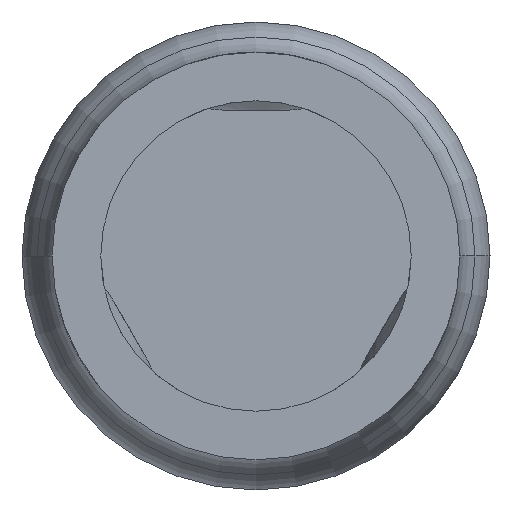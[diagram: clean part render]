
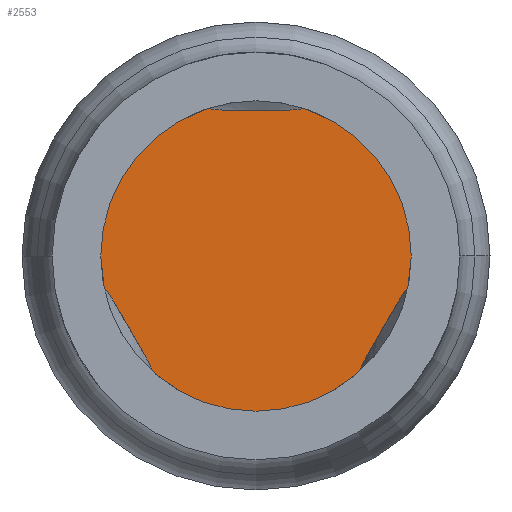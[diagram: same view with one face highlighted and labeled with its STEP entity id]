
A CAD part, front view. The second image highlights one B-rep face of the part: STEP entity #2553.
In plain terms, the highlighted planar face has unit normal (0, -1, 0).
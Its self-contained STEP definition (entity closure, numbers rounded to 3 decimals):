
#730 = DIRECTION ( 'NONE',  ( -1., 0., 0. ) ) ;
#1025 = EDGE_LOOP ( 'NONE', ( #2328, #3917 ) ) ;
#1162 = VERTEX_POINT ( 'NONE', #4529 ) ;
#1264 = PLANE ( 'NONE',  #4164 ) ;
#1479 = DIRECTION ( 'NONE',  ( 1., 0., 0. ) ) ;
#1624 = AXIS2_PLACEMENT_3D ( 'NONE', #4784, #4721, #2932 ) ;
#1724 = DIRECTION ( 'NONE',  ( 0., 1., 0. ) ) ;
#1892 = CARTESIAN_POINT ( 'NONE',  ( -0.338, -25.3, 0. ) ) ;
#2057 = EDGE_CURVE ( 'Defeature ausgef�hrt1_0+Defeature ausgef�hrt1_42+Defeature ausgef�hrt1_42+Defeature ausgef�hrt1_42', #4211, #1162, #3052, .T. ) ;
#2328 = ORIENTED_EDGE ( 'NONE', *, *, #2057, .F. ) ;
#2353 = DIRECTION ( 'NONE',  ( 0., 1., 0. ) ) ;
#2553 = ADVANCED_FACE ( 'Defeature ausgef�hrt1_42', ( #3905 ), #1264, .F. ) ;
#2626 = CARTESIAN_POINT ( 'NONE',  ( 0., -25.3, 0. ) ) ;
#2932 = DIRECTION ( 'NONE',  ( 1., 0., 0. ) ) ;
#3052 = CIRCLE ( 'NONE', #1624, 0.338 ) ;
#3263 = CARTESIAN_POINT ( 'NONE',  ( 0., -25.3, 0. ) ) ;
#3487 = EDGE_CURVE ( 'Defeature ausgef�hrt1_0+Defeature ausgef�hrt1_42+Defeature ausgef�hrt1_42+Defeature ausgef�hrt1_42', #1162, #4211, #4032, .T. ) ;
#3905 = FACE_OUTER_BOUND ( 'NONE', #1025, .T. ) ;
#3917 = ORIENTED_EDGE ( 'NONE', *, *, #3487, .F. ) ;
#4032 = CIRCLE ( 'NONE', #5769, 0.338 ) ;
#4164 = AXIS2_PLACEMENT_3D ( 'NONE', #2626, #1724, #730 ) ;
#4211 = VERTEX_POINT ( 'NONE', #1892 ) ;
#4529 = CARTESIAN_POINT ( 'NONE',  ( 0.338, -25.3, 0. ) ) ;
#4721 = DIRECTION ( 'NONE',  ( 0., 1., 0. ) ) ;
#4784 = CARTESIAN_POINT ( 'NONE',  ( 0., -25.3, 0. ) ) ;
#5769 = AXIS2_PLACEMENT_3D ( 'NONE', #3263, #2353, #1479 ) ;
